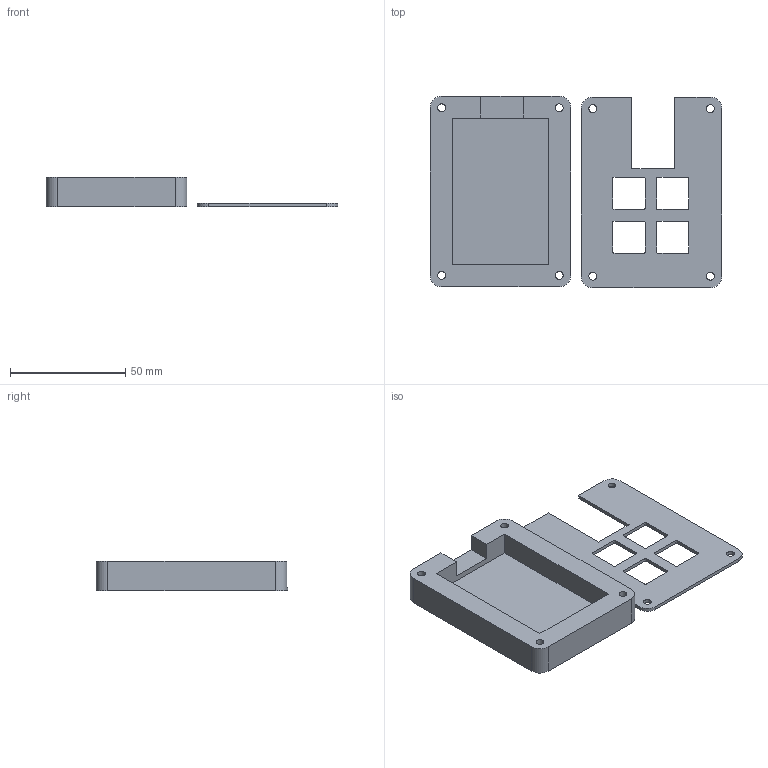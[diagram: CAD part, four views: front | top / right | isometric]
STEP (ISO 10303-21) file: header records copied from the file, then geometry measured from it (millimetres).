
FILE_DESCRIPTION(/* description */ (''),/* implementation_level */ '2;1');
FILE_NAME(/* name */ 'Kodai''s first PCB case.step',/* time_stamp */ '2026-01-17T15:03:34-05:00',/* author */ (''),/* organization */ (''),/* preprocessor_version */ 'ST-DEVELOPER v20.1',/* originating_system */ 'Autodesk Translation Framework v14.21.0.0',/* authorisation */ '');
FILE_SCHEMA (('AUTOMOTIVE_DESIGN { 1 0 10303 214 3 1 1 }'));
Length unit declared in the file: centimetre
Products named in the file (3): 2026-01-12-22-02-46-436; 2026-01-12-22-06-01-831; 2026-01-15-20-14-14-123
Assembly tree (1 placements, depth 2):
  2026-01-12-22-02-46-436
    2026-01-15-20-14-14-123
  2026-01-12-22-06-01-831
Bounding box: 126.69 x 83.12 x 13 mm (x, y, z)
Volume: 42016.9 mm3; surface area: 24464 mm2
Topology: 2 solids, 2 shells, 291 faces, 798 edges, 532 vertices
Faces by surface type: plane 133, bspline 122, cylinder 36
Full cylindrical faces by diameter (mm): 3.4 x8, 6 x4
Entity records: 10457 total; most frequent: CARTESIAN_POINT 3700, ORIENTED_EDGE 1596, DIRECTION 974, EDGE_CURVE 798, VERTEX_POINT 532, LINE 482, VECTOR 482, EDGE_LOOP 336
